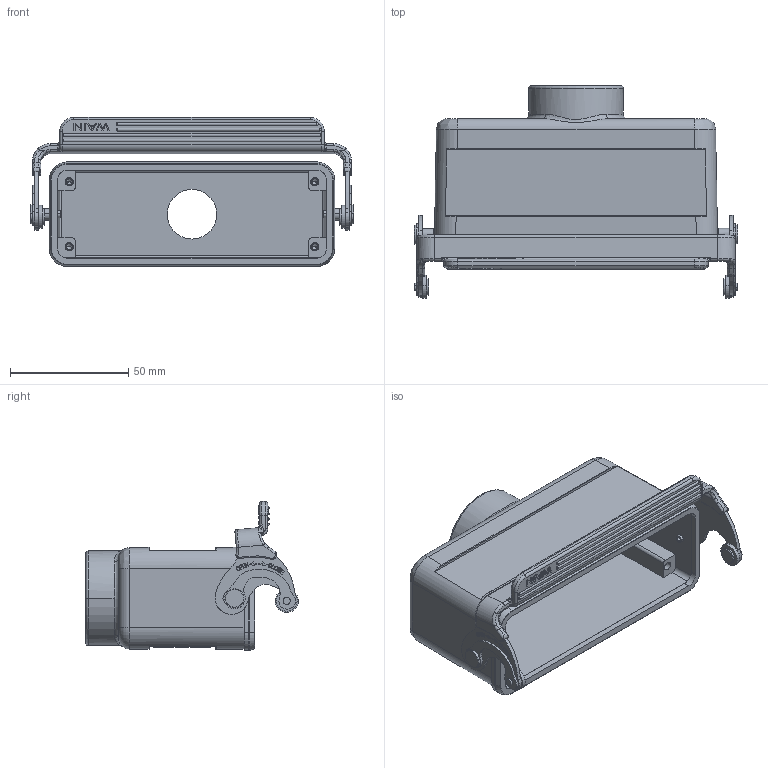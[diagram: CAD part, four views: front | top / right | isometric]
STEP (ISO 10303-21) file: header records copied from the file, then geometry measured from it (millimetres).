
FILE_DESCRIPTION((''),'2;1');
FILE_NAME('3D_1110247211003_H24B-CCT-1L_SC','2020-10-13T',('xk.he'),(''),'CREO PARAMETRIC BY PTC INC, 2016130','CREO PARAMETRIC BY PTC INC, 2016130','');
FILE_SCHEMA(('CONFIG_CONTROL_DESIGN'));
Length unit declared in the file: inch
Products named in the file (1): 3D_1110247211003_H24B-CCT-1L_SC
Bounding box: 137.1 x 89.98 x 63.12 mm (x, y, z)
Surface area: 71694.4 mm2 (no closed solid volume)
Topology: 0 solids, 23 shells, 1208 faces, 3417 edges, 2281 vertices
Faces by surface type: plane 537, cylinder 270, extrusion 259, torus 56, bspline 34, cone 34, sphere 14, revolution 4
Entity records: 43954 total; most frequent: CARTESIAN_POINT 13497, ORIENTED_EDGE 6606, DIRECTION 5553, EDGE_CURVE 3375, VERTEX_POINT 2281, VECTOR 2121, LINE 1862, AXIS2_PLACEMENT_3D 1714
